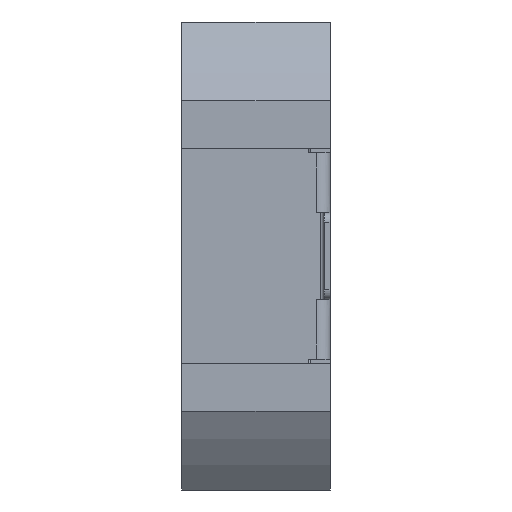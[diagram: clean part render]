
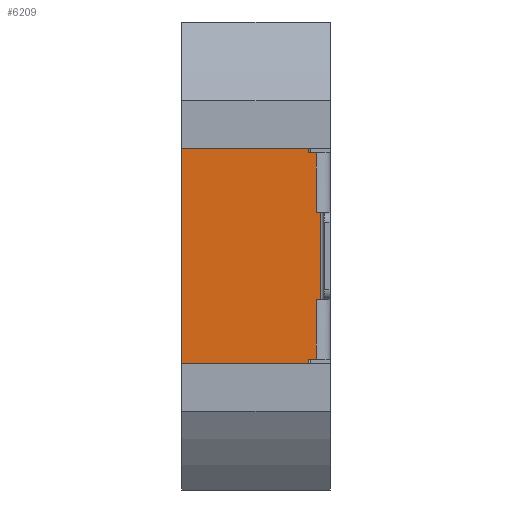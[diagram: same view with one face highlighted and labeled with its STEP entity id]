
A CAD part, left-side view. The second image highlights one B-rep face of the part: STEP entity #6209.
In plain terms, the highlighted planar face has unit normal (-1, 0, 0).
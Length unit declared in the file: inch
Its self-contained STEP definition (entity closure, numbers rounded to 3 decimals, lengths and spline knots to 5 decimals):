
#97 = EDGE_CURVE ( 'NONE', #6054, #6513, #8093, .T. ) ;
#98 = EDGE_CURVE ( 'NONE', #6540, #1428, #8099, .T. ) ;
#99 = EDGE_CURVE ( 'NONE', #6540, #6541, #8103, .T. ) ;
#101 = EDGE_CURVE ( 'NONE', #6513, #6541, #8105, .T. ) ;
#104 = EDGE_CURVE ( 'NONE', #6029, #6054, #8112, .T. ) ;
#113 = EDGE_CURVE ( 'NONE', #1428, #1434, #8127, .T. ) ;
#114 = EDGE_CURVE ( 'NONE', #6521, #1434, #8129, .T. ) ;
#123 = EDGE_CURVE ( 'NONE', #1454, #1452, #8131, .T. ) ;
#125 = EDGE_CURVE ( 'NONE', #1452, #1449, #8146, .T. ) ;
#1147 = LINE ( 'NONE', #3177, #1164 ) ;
#1151 = VECTOR ( 'NONE', #3176, 39.37008 ) ;
#1159 = LINE ( 'NONE', #3173, #1151 ) ;
#1164 = VECTOR ( 'NONE', #3184, 39.37008 ) ;
#1165 = LINE ( 'NONE', #3185, #1171 ) ;
#1171 = VECTOR ( 'NONE', #3194, 39.37008 ) ;
#1428 = VERTEX_POINT ( 'NONE', #2207 ) ;
#1434 = VERTEX_POINT ( 'NONE', #2219 ) ;
#1449 = VERTEX_POINT ( 'NONE', #2234 ) ;
#1452 = VERTEX_POINT ( 'NONE', #2237 ) ;
#1454 = VERTEX_POINT ( 'NONE', #2239 ) ;
#2207 = CARTESIAN_POINT ( 'NONE',  ( -0.43247, 0.0125, 0.055 ) ) ;
#2219 = CARTESIAN_POINT ( 'NONE',  ( -0.43247, 0.01725, 0.055 ) ) ;
#2234 = CARTESIAN_POINT ( 'NONE',  ( -0.43247, 0.18701, 0.14692 ) ) ;
#2237 = CARTESIAN_POINT ( 'NONE',  ( -0.43247, 0.02701, 0.14692 ) ) ;
#2239 = CARTESIAN_POINT ( 'NONE',  ( -0.43247, 0.02701, 0.13 ) ) ;
#2258 = CARTESIAN_POINT ( 'NONE',  ( -0.43247, 0.02701, -0.14692 ) ) ;
#2278 = CARTESIAN_POINT ( 'NONE',  ( -0.43247, 0.18701, -0.14692 ) ) ;
#2282 = CARTESIAN_POINT ( 'NONE',  ( -0.43247, 0.02701, -0.13 ) ) ;
#2940 = CARTESIAN_POINT ( 'NONE',  ( -0.43247, 0.01725, -0.13 ) ) ;
#2948 = CARTESIAN_POINT ( 'NONE',  ( -0.43247, 0.01725, 0.13 ) ) ;
#2967 = CARTESIAN_POINT ( 'NONE',  ( -0.43247, 0.0125, -0.055 ) ) ;
#2968 = CARTESIAN_POINT ( 'NONE',  ( -0.43247, 0.01725, -0.055 ) ) ;
#3173 = CARTESIAN_POINT ( 'NONE',  ( -0.43247, 0.18701, -0.14692 ) ) ;
#3176 = DIRECTION ( 'NONE',  ( 0., 0., 1. ) ) ;
#3177 = CARTESIAN_POINT ( 'NONE',  ( -0.43247, 0.02701, -0.14692 ) ) ;
#3184 = DIRECTION ( 'NONE',  ( 0., 1., 0. ) ) ;
#3185 = CARTESIAN_POINT ( 'NONE',  ( -0.43247, 0.02701, 0.13 ) ) ;
#3194 = DIRECTION ( 'NONE',  ( 0., -1., 0. ) ) ;
#4648 = EDGE_LOOP ( 'NONE', ( #7778, #5619, #7693, #7771, #5623, #7701, #7714, #7716, #7758, #7707, #7739, #7759 ) ) ;
#5619 = ORIENTED_EDGE ( 'NONE', *, *, #98, .T. ) ;
#5623 = ORIENTED_EDGE ( 'NONE', *, *, #8388, .F. ) ;
#6029 = VERTEX_POINT ( 'NONE', #2258 ) ;
#6050 = VERTEX_POINT ( 'NONE', #2278 ) ;
#6054 = VERTEX_POINT ( 'NONE', #2282 ) ;
#6209 = ADVANCED_FACE ( 'NONE', ( #10378 ), #8606, .T. ) ;
#6513 = VERTEX_POINT ( 'NONE', #2940 ) ;
#6521 = VERTEX_POINT ( 'NONE', #2948 ) ;
#6540 = VERTEX_POINT ( 'NONE', #2967 ) ;
#6541 = VERTEX_POINT ( 'NONE', #2968 ) ;
#6630 = AXIS2_PLACEMENT_3D ( 'NONE', #8628, #8629, #8630 ) ;
#7693 = ORIENTED_EDGE ( 'NONE', *, *, #113, .T. ) ;
#7701 = ORIENTED_EDGE ( 'NONE', *, *, #123, .T. ) ;
#7707 = ORIENTED_EDGE ( 'NONE', *, *, #104, .T. ) ;
#7714 = ORIENTED_EDGE ( 'NONE', *, *, #125, .T. ) ;
#7716 = ORIENTED_EDGE ( 'NONE', *, *, #8382, .F. ) ;
#7739 = ORIENTED_EDGE ( 'NONE', *, *, #97, .T. ) ;
#7758 = ORIENTED_EDGE ( 'NONE', *, *, #8384, .F. ) ;
#7759 = ORIENTED_EDGE ( 'NONE', *, *, #101, .T. ) ;
#7771 = ORIENTED_EDGE ( 'NONE', *, *, #114, .F. ) ;
#7778 = ORIENTED_EDGE ( 'NONE', *, *, #99, .F. ) ;
#8093 = LINE ( 'NONE', #9744, #8102 ) ;
#8099 = LINE ( 'NONE', #10029, #8104 ) ;
#8102 = VECTOR ( 'NONE', #10031, 39.37008 ) ;
#8103 = LINE ( 'NONE', #10039, #8106 ) ;
#8104 = VECTOR ( 'NONE', #10043, 39.37008 ) ;
#8105 = LINE ( 'NONE', #10035, #8110 ) ;
#8106 = VECTOR ( 'NONE', #10067, 39.37008 ) ;
#8110 = VECTOR ( 'NONE', #10047, 39.37008 ) ;
#8112 = LINE ( 'NONE', #10038, #8114 ) ;
#8114 = VECTOR ( 'NONE', #10033, 39.37008 ) ;
#8127 = LINE ( 'NONE', #10077, #8130 ) ;
#8129 = LINE ( 'NONE', #10071, #8132 ) ;
#8130 = VECTOR ( 'NONE', #10076, 39.37008 ) ;
#8131 = LINE ( 'NONE', #9869, #8145 ) ;
#8132 = VECTOR ( 'NONE', #10070, 39.37008 ) ;
#8145 = VECTOR ( 'NONE', #9933, 39.37008 ) ;
#8146 = LINE ( 'NONE', #9987, #8149 ) ;
#8149 = VECTOR ( 'NONE', #9883, 39.37008 ) ;
#8382 = EDGE_CURVE ( 'NONE', #6050, #1449, #1159, .T. ) ;
#8384 = EDGE_CURVE ( 'NONE', #6029, #6050, #1147, .T. ) ;
#8388 = EDGE_CURVE ( 'NONE', #1454, #6521, #1165, .T. ) ;
#8606 = PLANE ( 'NONE',  #6630 ) ;
#8628 = CARTESIAN_POINT ( 'NONE',  ( -0.43247, 0.02701, -0.14692 ) ) ;
#8629 = DIRECTION ( 'NONE',  ( -1., 0., 0. ) ) ;
#8630 = DIRECTION ( 'NONE',  ( 0., 0., 1. ) ) ;
#9744 = CARTESIAN_POINT ( 'NONE',  ( -0.43247, 0.02701, -0.13 ) ) ;
#9869 = CARTESIAN_POINT ( 'NONE',  ( -0.43247, 0.02701, -0.14692 ) ) ;
#9883 = DIRECTION ( 'NONE',  ( 0., 1., 0. ) ) ;
#9933 = DIRECTION ( 'NONE',  ( 0., 0., 1. ) ) ;
#9987 = CARTESIAN_POINT ( 'NONE',  ( -0.43247, 0.02701, 0.14692 ) ) ;
#10029 = CARTESIAN_POINT ( 'NONE',  ( -0.43247, 0.0125, -0.14692 ) ) ;
#10031 = DIRECTION ( 'NONE',  ( 0., -1., 0. ) ) ;
#10033 = DIRECTION ( 'NONE',  ( 0., 0., 1. ) ) ;
#10035 = CARTESIAN_POINT ( 'NONE',  ( -0.43247, 0.01725, -0.13 ) ) ;
#10038 = CARTESIAN_POINT ( 'NONE',  ( -0.43247, 0.02701, -0.14692 ) ) ;
#10039 = CARTESIAN_POINT ( 'NONE',  ( -0.43247, -0.11026, -0.055 ) ) ;
#10043 = DIRECTION ( 'NONE',  ( 0., 0., 1. ) ) ;
#10047 = DIRECTION ( 'NONE',  ( 0., 0., 1. ) ) ;
#10067 = DIRECTION ( 'NONE',  ( 0., 1., 0. ) ) ;
#10070 = DIRECTION ( 'NONE',  ( 0., 0., -1. ) ) ;
#10071 = CARTESIAN_POINT ( 'NONE',  ( -0.43247, 0.01725, 0.13 ) ) ;
#10076 = DIRECTION ( 'NONE',  ( 0., 1., 0. ) ) ;
#10077 = CARTESIAN_POINT ( 'NONE',  ( -0.43247, -0.11026, 0.055 ) ) ;
#10378 = FACE_OUTER_BOUND ( 'NONE', #4648, .T. ) ;
